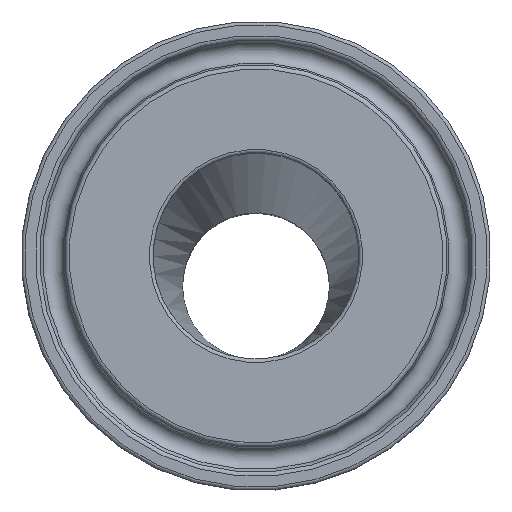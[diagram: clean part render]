
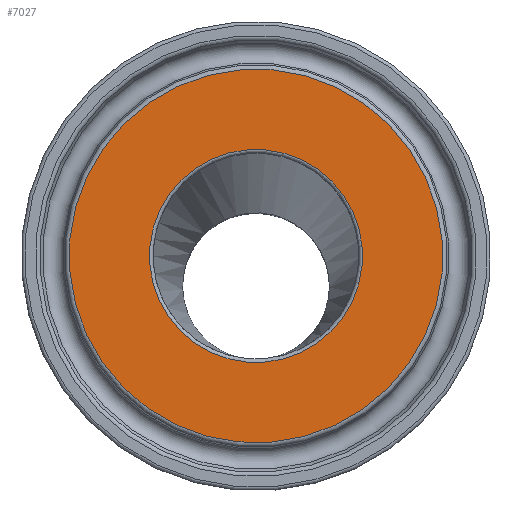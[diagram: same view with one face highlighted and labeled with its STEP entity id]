
A CAD part, top view. The second image highlights one B-rep face of the part: STEP entity #7027.
In plain terms, the highlighted planar face has unit normal (0, 0, 1).
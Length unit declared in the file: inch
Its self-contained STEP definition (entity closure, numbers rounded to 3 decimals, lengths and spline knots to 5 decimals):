
#184=PLANE('',#7307);
#563=FACE_OUTER_BOUND('',#1322,.T.);
#893=FACE_BOUND('',#1323,.T.);
#1322=EDGE_LOOP('',(#6590));
#1323=EDGE_LOOP('',(#6591));
#2192=CIRCLE('',#7306,0.45);
#2193=CIRCLE('',#7308,0.78916);
#3445=VERTEX_POINT('',#16128);
#3446=VERTEX_POINT('',#16131);
#4503=EDGE_CURVE('',#3445,#3445,#2192,.T.);
#4504=EDGE_CURVE('',#3446,#3446,#2193,.T.);
#6590=ORIENTED_EDGE('',*,*,#4504,.F.);
#6591=ORIENTED_EDGE('',*,*,#4503,.F.);
#7027=ADVANCED_FACE('',(#563,#893),#184,.T.);
#7306=AXIS2_PLACEMENT_3D('',#16129,#8210,#8211);
#7307=AXIS2_PLACEMENT_3D('',#16130,#8212,#8213);
#7308=AXIS2_PLACEMENT_3D('',#16132,#8214,#8215);
#8210=DIRECTION('center_axis',(0.,0.,
1.));
#8211=DIRECTION('ref_axis',(-0.57,0.821,0.));
#8212=DIRECTION('center_axis',(0.,0.,
1.));
#8213=DIRECTION('ref_axis',(-0.821,-0.57,0.));
#8214=DIRECTION('center_axis',(0.,0.,
-1.));
#8215=DIRECTION('ref_axis',(-0.57,0.821,0.));
#16128=CARTESIAN_POINT('',(0.2566,-0.24467,3.));
#16129=CARTESIAN_POINT('Origin',(0.,0.125,3.));
#16130=CARTESIAN_POINT('Origin',(0.45798,-0.53479,3.));
#16131=CARTESIAN_POINT('',(0.44999,-0.52328,3.));
#16132=CARTESIAN_POINT('Origin',(0.,0.125,3.));
